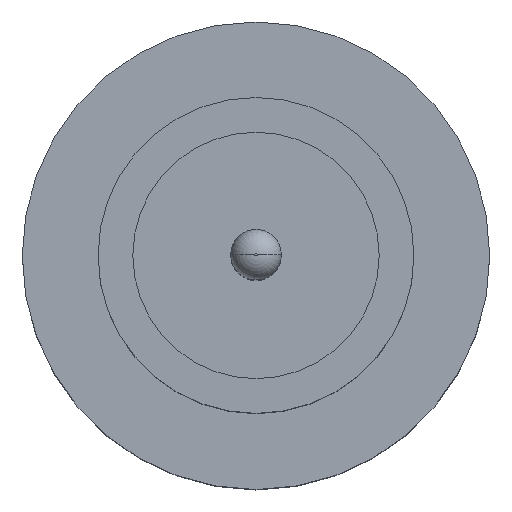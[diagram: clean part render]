
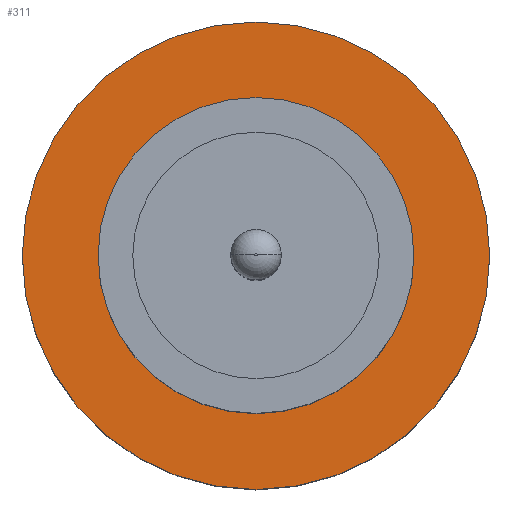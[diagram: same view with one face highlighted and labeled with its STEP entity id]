
A CAD part, top view. The second image highlights one B-rep face of the part: STEP entity #311.
In plain terms, the highlighted planar face has unit normal (0, 0, 1).
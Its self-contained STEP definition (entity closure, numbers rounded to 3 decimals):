
#113 = VERTEX_POINT ( 'NONE', #741 ) ;
#136 = FACE_OUTER_BOUND ( 'NONE', #226, .T. ) ;
#188 = CARTESIAN_POINT ( 'NONE',  ( 0., 0., 1.55 ) ) ;
#201 = AXIS2_PLACEMENT_3D ( 'NONE', #305, #692, #792 ) ;
#226 = EDGE_LOOP ( 'NONE', ( #631, #245 ) ) ;
#243 = CARTESIAN_POINT ( 'NONE',  ( -1.25, 0., 1.55 ) ) ;
#245 = ORIENTED_EDGE ( 'NONE', *, *, #667, .T. ) ;
#249 = CIRCLE ( 'NONE', #254, 1.85 ) ;
#254 = AXIS2_PLACEMENT_3D ( 'NONE', #832, #355, #281 ) ;
#281 = DIRECTION ( 'NONE',  ( 1., 0., 0. ) ) ;
#282 = CARTESIAN_POINT ( 'NONE',  ( -1.85, 0., 1.55 ) ) ;
#301 = AXIS2_PLACEMENT_3D ( 'NONE', #791, #588, #797 ) ;
#305 = CARTESIAN_POINT ( 'NONE',  ( 0., 0., 1.55 ) ) ;
#311 = ADVANCED_FACE ( 'NONE', ( #736, #136 ), #465, .T. ) ;
#355 = DIRECTION ( 'NONE',  ( 0., 0., 1. ) ) ;
#389 = VERTEX_POINT ( 'NONE', #282 ) ;
#439 = CIRCLE ( 'NONE', #201, 1.25 ) ;
#447 = AXIS2_PLACEMENT_3D ( 'NONE', #188, #849, #663 ) ;
#465 = PLANE ( 'NONE',  #880 ) ;
#472 = DIRECTION ( 'NONE',  ( 0., 0., 1. ) ) ;
#506 = CARTESIAN_POINT ( 'NONE',  ( 1.25, 0., 1.55 ) ) ;
#525 = EDGE_CURVE ( 'NONE', #389, #113, #249, .T. ) ;
#578 = VERTEX_POINT ( 'NONE', #506 ) ;
#588 = DIRECTION ( 'NONE',  ( 0., 0., 1. ) ) ;
#631 = ORIENTED_EDGE ( 'NONE', *, *, #525, .T. ) ;
#635 = EDGE_CURVE ( 'NONE', #578, #677, #439, .T. ) ;
#640 = CIRCLE ( 'NONE', #301, 1.85 ) ;
#663 = DIRECTION ( 'NONE',  ( 1., 0., 0. ) ) ;
#667 = EDGE_CURVE ( 'NONE', #113, #389, #640, .T. ) ;
#677 = VERTEX_POINT ( 'NONE', #243 ) ;
#684 = EDGE_CURVE ( 'NONE', #677, #578, #838, .T. ) ;
#692 = DIRECTION ( 'NONE',  ( 0., 0., 1. ) ) ;
#733 = DIRECTION ( 'NONE',  ( 1., 0., 0. ) ) ;
#736 = FACE_BOUND ( 'NONE', #893, .T. ) ;
#741 = CARTESIAN_POINT ( 'NONE',  ( 1.85, 0., 1.55 ) ) ;
#791 = CARTESIAN_POINT ( 'NONE',  ( 0., 0., 1.55 ) ) ;
#792 = DIRECTION ( 'NONE',  ( 1., 0., 0. ) ) ;
#793 = CARTESIAN_POINT ( 'NONE',  ( 0., 0., 1.55 ) ) ;
#797 = DIRECTION ( 'NONE',  ( 1., 0., 0. ) ) ;
#832 = CARTESIAN_POINT ( 'NONE',  ( 0., 0., 1.55 ) ) ;
#836 = ORIENTED_EDGE ( 'NONE', *, *, #684, .F. ) ;
#838 = CIRCLE ( 'NONE', #447, 1.25 ) ;
#849 = DIRECTION ( 'NONE',  ( 0., 0., 1. ) ) ;
#874 = ORIENTED_EDGE ( 'NONE', *, *, #635, .F. ) ;
#880 = AXIS2_PLACEMENT_3D ( 'NONE', #793, #472, #733 ) ;
#893 = EDGE_LOOP ( 'NONE', ( #874, #836 ) ) ;
